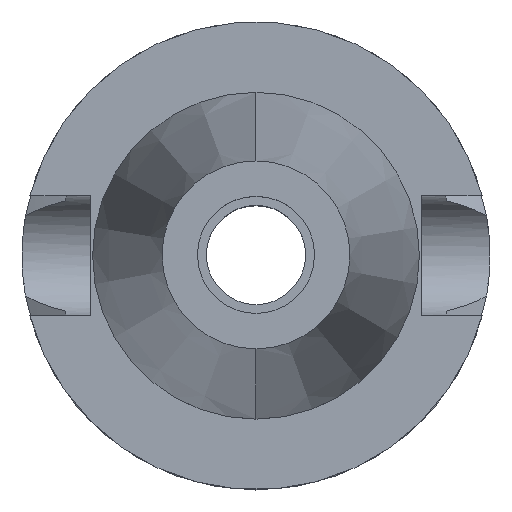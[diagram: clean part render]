
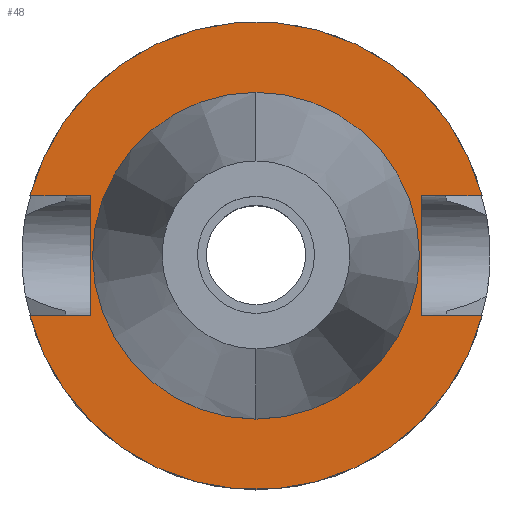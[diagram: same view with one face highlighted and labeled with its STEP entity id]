
A CAD part, top view. The second image highlights one B-rep face of the part: STEP entity #48.
In plain terms, the highlighted planar face has unit normal (0, 0, 1).
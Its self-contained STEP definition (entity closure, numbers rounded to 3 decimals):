
#33 = CARTESIAN_POINT ( 'NONE',  ( 35.4, 12.85, -1.5 ) ) ;
#48 = ADVANCED_FACE ( 'NONE', ( #1897, #1434 ), #1444, .F. ) ;
#53 = CARTESIAN_POINT ( 'NONE',  ( 35.4, -12.85, -1.5 ) ) ;
#144 = CARTESIAN_POINT ( 'NONE',  ( -35.4, -12.85, -1.5 ) ) ;
#159 = EDGE_CURVE ( 'NONE', #2667, #925, #2633, .T. ) ;
#172 = ORIENTED_EDGE ( 'NONE', *, *, #696, .T. ) ;
#188 = AXIS2_PLACEMENT_3D ( 'NONE', #1898, #2567, #1399 ) ;
#210 = CARTESIAN_POINT ( 'NONE',  ( 48.321, -12.85, -1.5 ) ) ;
#218 = LINE ( 'NONE', #33, #2409 ) ;
#219 = VERTEX_POINT ( 'NONE', #474 ) ;
#292 = CARTESIAN_POINT ( 'NONE',  ( -48.321, -12.85, -1.5 ) ) ;
#365 = ORIENTED_EDGE ( 'NONE', *, *, #445, .F. ) ;
#416 = EDGE_LOOP ( 'NONE', ( #365, #944 ) ) ;
#445 = EDGE_CURVE ( 'NONE', #1610, #219, #472, .T. ) ;
#472 = CIRCLE ( 'NONE', #2199, 34.925 ) ;
#474 = CARTESIAN_POINT ( 'NONE',  ( 0., -34.925, -1.5 ) ) ;
#501 = ORIENTED_EDGE ( 'NONE', *, *, #2952, .F. ) ;
#578 = CARTESIAN_POINT ( 'NONE',  ( 35.4, 12.85, -1.5 ) ) ;
#599 = DIRECTION ( 'NONE',  ( 0., 0., 1. ) ) ;
#601 = CARTESIAN_POINT ( 'NONE',  ( 0., 0., -1.5 ) ) ;
#654 = EDGE_CURVE ( 'NONE', #2939, #759, #812, .T. ) ;
#696 = EDGE_CURVE ( 'NONE', #2477, #925, #810, .T. ) ;
#728 = VECTOR ( 'NONE', #1070, 1000. ) ;
#752 = ORIENTED_EDGE ( 'NONE', *, *, #2433, .T. ) ;
#759 = VERTEX_POINT ( 'NONE', #2476 ) ;
#810 = LINE ( 'NONE', #1509, #1258 ) ;
#812 = CIRCLE ( 'NONE', #188, 50. ) ;
#834 = ORIENTED_EDGE ( 'NONE', *, *, #1487, .F. ) ;
#851 = VERTEX_POINT ( 'NONE', #53 ) ;
#888 = DIRECTION ( 'NONE',  ( 1., 0., 0. ) ) ;
#914 = ORIENTED_EDGE ( 'NONE', *, *, #2821, .F. ) ;
#925 = VERTEX_POINT ( 'NONE', #292 ) ;
#944 = ORIENTED_EDGE ( 'NONE', *, *, #1783, .F. ) ;
#966 = LINE ( 'NONE', #1184, #1474 ) ;
#975 = VECTOR ( 'NONE', #1525, 1000. ) ;
#1070 = DIRECTION ( 'NONE',  ( 0., 1., 0. ) ) ;
#1102 = DIRECTION ( 'NONE',  ( 0., 0., -1. ) ) ;
#1111 = CARTESIAN_POINT ( 'NONE',  ( -48.321, 12.85, -1.5 ) ) ;
#1184 = CARTESIAN_POINT ( 'NONE',  ( -35.4, 12.85, -1.5 ) ) ;
#1247 = DIRECTION ( 'NONE',  ( 0., -1., 0. ) ) ;
#1258 = VECTOR ( 'NONE', #1754, 1000. ) ;
#1307 = AXIS2_PLACEMENT_3D ( 'NONE', #2729, #599, #2940 ) ;
#1312 = VERTEX_POINT ( 'NONE', #2753 ) ;
#1326 = CARTESIAN_POINT ( 'NONE',  ( 35.4, -12.85, -1.5 ) ) ;
#1378 = ORIENTED_EDGE ( 'NONE', *, *, #2466, .F. ) ;
#1394 = CARTESIAN_POINT ( 'NONE',  ( 0., 0., -1.5 ) ) ;
#1399 = DIRECTION ( 'NONE',  ( 0., 1., 0. ) ) ;
#1434 = FACE_BOUND ( 'NONE', #416, .T. ) ;
#1444 = PLANE ( 'NONE',  #2542 ) ;
#1474 = VECTOR ( 'NONE', #1669, 1000. ) ;
#1483 = ORIENTED_EDGE ( 'NONE', *, *, #654, .F. ) ;
#1487 = EDGE_CURVE ( 'NONE', #2472, #851, #218, .T. ) ;
#1495 = EDGE_LOOP ( 'NONE', ( #172, #2775, #501, #834, #752, #1483, #914, #1378 ) ) ;
#1509 = CARTESIAN_POINT ( 'NONE',  ( -35.4, -12.85, -1.5 ) ) ;
#1525 = DIRECTION ( 'NONE',  ( 1., 0., 0. ) ) ;
#1548 = LINE ( 'NONE', #1326, #2850 ) ;
#1605 = DIRECTION ( 'NONE',  ( 0., -1., 0. ) ) ;
#1610 = VERTEX_POINT ( 'NONE', #2862 ) ;
#1669 = DIRECTION ( 'NONE',  ( -1., 0., 0. ) ) ;
#1710 = AXIS2_PLACEMENT_3D ( 'NONE', #1394, #1102, #1605 ) ;
#1746 = DIRECTION ( 'NONE',  ( 0., 1., 0. ) ) ;
#1754 = DIRECTION ( 'NONE',  ( -1., 0., 0. ) ) ;
#1783 = EDGE_CURVE ( 'NONE', #219, #1610, #2643, .T. ) ;
#1897 = FACE_OUTER_BOUND ( 'NONE', #1495, .T. ) ;
#1898 = CARTESIAN_POINT ( 'NONE',  ( 0., 0., -1.5 ) ) ;
#2013 = CARTESIAN_POINT ( 'NONE',  ( 35.4, 12.85, -1.5 ) ) ;
#2084 = DIRECTION ( 'NONE',  ( 0., -1., 0. ) ) ;
#2196 = DIRECTION ( 'NONE',  ( 0., 0., 1. ) ) ;
#2199 = AXIS2_PLACEMENT_3D ( 'NONE', #601, #2196, #1746 ) ;
#2396 = CARTESIAN_POINT ( 'NONE',  ( 0., 0., -1.5 ) ) ;
#2409 = VECTOR ( 'NONE', #2084, 1000. ) ;
#2430 = DIRECTION ( 'NONE',  ( 0., 0., -1. ) ) ;
#2433 = EDGE_CURVE ( 'NONE', #2472, #759, #2923, .T. ) ;
#2466 = EDGE_CURVE ( 'NONE', #2477, #1312, #2496, .T. ) ;
#2472 = VERTEX_POINT ( 'NONE', #2013 ) ;
#2476 = CARTESIAN_POINT ( 'NONE',  ( 48.321, 12.85, -1.5 ) ) ;
#2477 = VERTEX_POINT ( 'NONE', #2954 ) ;
#2496 = LINE ( 'NONE', #144, #728 ) ;
#2542 = AXIS2_PLACEMENT_3D ( 'NONE', #2396, #2430, #1247 ) ;
#2567 = DIRECTION ( 'NONE',  ( 0., 0., -1. ) ) ;
#2633 = CIRCLE ( 'NONE', #1710, 50. ) ;
#2643 = CIRCLE ( 'NONE', #1307, 34.925 ) ;
#2667 = VERTEX_POINT ( 'NONE', #210 ) ;
#2729 = CARTESIAN_POINT ( 'NONE',  ( 0., 0., -1.5 ) ) ;
#2753 = CARTESIAN_POINT ( 'NONE',  ( -35.4, 12.85, -1.5 ) ) ;
#2775 = ORIENTED_EDGE ( 'NONE', *, *, #159, .F. ) ;
#2821 = EDGE_CURVE ( 'NONE', #1312, #2939, #966, .T. ) ;
#2850 = VECTOR ( 'NONE', #888, 1000. ) ;
#2862 = CARTESIAN_POINT ( 'NONE',  ( 0., 34.925, -1.5 ) ) ;
#2923 = LINE ( 'NONE', #578, #975 ) ;
#2939 = VERTEX_POINT ( 'NONE', #1111 ) ;
#2940 = DIRECTION ( 'NONE',  ( 0., -1., 0. ) ) ;
#2952 = EDGE_CURVE ( 'NONE', #851, #2667, #1548, .T. ) ;
#2954 = CARTESIAN_POINT ( 'NONE',  ( -35.4, -12.85, -1.5 ) ) ;
